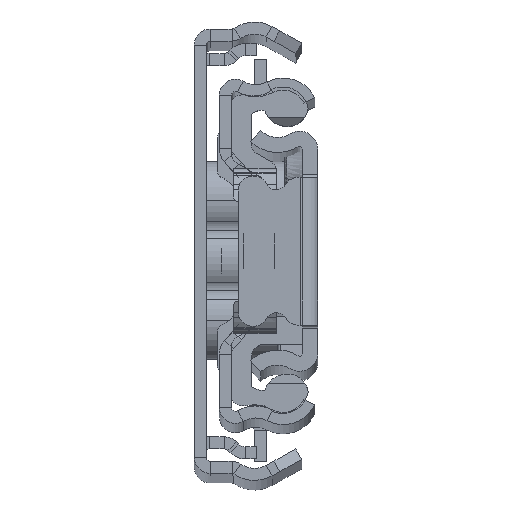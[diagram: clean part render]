
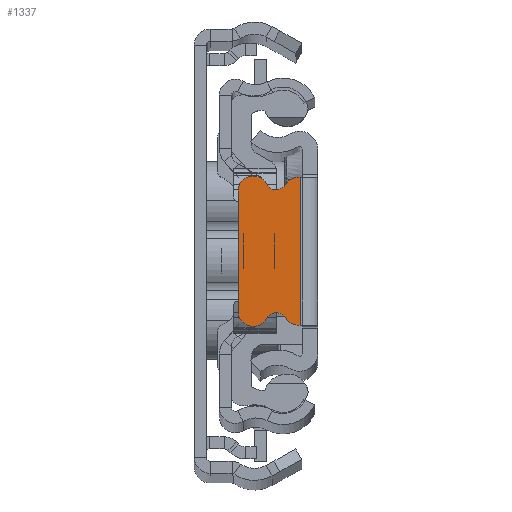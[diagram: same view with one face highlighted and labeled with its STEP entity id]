
A CAD part, top view. The second image highlights one B-rep face of the part: STEP entity #1337.
In plain terms, the highlighted planar face has unit normal (0, 0, 1).
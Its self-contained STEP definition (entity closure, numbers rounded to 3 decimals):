
#59 = CIRCLE ( 'NONE', #18635, 1.5 ) ;
#716 = ORIENTED_EDGE ( 'NONE', *, *, #7912, .T. ) ;
#1028 = VERTEX_POINT ( 'NONE', #8643 ) ;
#1142 = ORIENTED_EDGE ( 'NONE', *, *, #2869, .F. ) ;
#1337 = ADVANCED_FACE ( 'NONE', ( #24038 ), #24443, .T. ) ;
#1597 = DIRECTION ( 'NONE',  ( 1., 0., 0. ) ) ;
#1870 = EDGE_CURVE ( 'NONE', #22521, #19895, #11484, .T. ) ;
#2514 = AXIS2_PLACEMENT_3D ( 'NONE', #14176, #16326, #13072 ) ;
#2596 = CARTESIAN_POINT ( 'NONE',  ( -4.142, -7.236, 0. ) ) ;
#2869 = EDGE_CURVE ( 'NONE', #11922, #1028, #8972, .T. ) ;
#3236 = CIRCLE ( 'NONE', #18783, 1.1 ) ;
#4001 = EDGE_CURVE ( 'NONE', #25737, #23445, #9428, .T. ) ;
#4017 = VERTEX_POINT ( 'NONE', #23843 ) ;
#4135 = DIRECTION ( 'NONE',  ( -1., 0., 0. ) ) ;
#4164 = DIRECTION ( 'NONE',  ( 0., 0., 1. ) ) ;
#4671 = CARTESIAN_POINT ( 'NONE',  ( -1.929, 5.87, 0. ) ) ;
#4705 = ORIENTED_EDGE ( 'NONE', *, *, #4001, .T. ) ;
#5418 = CARTESIAN_POINT ( 'NONE',  ( -5.109, -6.713, 0. ) ) ;
#5549 = CARTESIAN_POINT ( 'NONE',  ( -1.929, 7.37, 0. ) ) ;
#5576 = ORIENTED_EDGE ( 'NONE', *, *, #17565, .F. ) ;
#5824 = VECTOR ( 'NONE', #20332, 1000. ) ;
#5994 = LINE ( 'NONE', #8154, #16660 ) ;
#6124 = EDGE_CURVE ( 'NONE', #19895, #10768, #8552, .T. ) ;
#6553 = CARTESIAN_POINT ( 'NONE',  ( -1.929, -7.37, 0. ) ) ;
#6595 = CIRCLE ( 'NONE', #16071, 1.5 ) ;
#7912 = EDGE_CURVE ( 'NONE', #26424, #4017, #5994, .T. ) ;
#8154 = CARTESIAN_POINT ( 'NONE',  ( -7.929, -6., 0. ) ) ;
#8483 = DIRECTION ( 'NONE',  ( 1., 0., 0. ) ) ;
#8552 = CIRCLE ( 'NONE', #2514, 1.5 ) ;
#8643 = CARTESIAN_POINT ( 'NONE',  ( -1.75, -7.37, 0. ) ) ;
#8689 = CARTESIAN_POINT ( 'NONE',  ( -1.75, 7.37, 0. ) ) ;
#8972 = LINE ( 'NONE', #19651, #14119 ) ;
#9333 = AXIS2_PLACEMENT_3D ( 'NONE', #24578, #11722, #1597 ) ;
#9428 = CIRCLE ( 'NONE', #21521, 1.5 ) ;
#9673 = EDGE_CURVE ( 'NONE', #25737, #11922, #23932, .T. ) ;
#9736 = DIRECTION ( 'NONE',  ( 1., 0., 0. ) ) ;
#10229 = EDGE_CURVE ( 'NONE', #4017, #22521, #6595, .T. ) ;
#10452 = EDGE_CURVE ( 'NONE', #13470, #26424, #59, .T. ) ;
#10768 = VERTEX_POINT ( 'NONE', #6553 ) ;
#11484 = CIRCLE ( 'NONE', #14943, 1.1 ) ;
#11722 = DIRECTION ( 'NONE',  ( 0., 0., 1. ) ) ;
#11922 = VERTEX_POINT ( 'NONE', #8689 ) ;
#12280 = CARTESIAN_POINT ( 'NONE',  ( -1.929, 7.37, 0. ) ) ;
#12914 = DIRECTION ( 'NONE',  ( 0., 0., 1. ) ) ;
#13072 = DIRECTION ( 'NONE',  ( 1., 0., 0. ) ) ;
#13470 = VERTEX_POINT ( 'NONE', #14493 ) ;
#13971 = CARTESIAN_POINT ( 'NONE',  ( -7.929, 6., 0. ) ) ;
#14119 = VECTOR ( 'NONE', #17090, 1000. ) ;
#14176 = CARTESIAN_POINT ( 'NONE',  ( -1.929, -5.87, 0. ) ) ;
#14245 = DIRECTION ( 'NONE',  ( 0., -1., 0. ) ) ;
#14387 = CARTESIAN_POINT ( 'NONE',  ( -3.206, 6.658, 0. ) ) ;
#14493 = CARTESIAN_POINT ( 'NONE',  ( -5.109, 6.713, 0. ) ) ;
#14943 = AXIS2_PLACEMENT_3D ( 'NONE', #2596, #25307, #19224 ) ;
#14990 = DIRECTION ( 'NONE',  ( 0., 0., -1. ) ) ;
#15616 = DIRECTION ( 'NONE',  ( 0., 0., 1. ) ) ;
#15694 = ORIENTED_EDGE ( 'NONE', *, *, #9673, .F. ) ;
#15891 = DIRECTION ( 'NONE',  ( -1., 0., 0. ) ) ;
#15935 = EDGE_CURVE ( 'NONE', #23445, #13470, #3236, .T. ) ;
#16071 = AXIS2_PLACEMENT_3D ( 'NONE', #20381, #4164, #8483 ) ;
#16326 = DIRECTION ( 'NONE',  ( 0., 0., 1. ) ) ;
#16660 = VECTOR ( 'NONE', #14245, 1000. ) ;
#17090 = DIRECTION ( 'NONE',  ( 0., -1., 0. ) ) ;
#17565 = EDGE_CURVE ( 'NONE', #1028, #10768, #20739, .T. ) ;
#17573 = ORIENTED_EDGE ( 'NONE', *, *, #15935, .T. ) ;
#17766 = VECTOR ( 'NONE', #9736, 1000. ) ;
#18635 = AXIS2_PLACEMENT_3D ( 'NONE', #19811, #15616, #15891 ) ;
#18783 = AXIS2_PLACEMENT_3D ( 'NONE', #23103, #14990, #21333 ) ;
#19003 = ORIENTED_EDGE ( 'NONE', *, *, #6124, .T. ) ;
#19224 = DIRECTION ( 'NONE',  ( -1., 0., 0. ) ) ;
#19491 = ORIENTED_EDGE ( 'NONE', *, *, #10229, .T. ) ;
#19651 = CARTESIAN_POINT ( 'NONE',  ( -1.75, 0., 0. ) ) ;
#19811 = CARTESIAN_POINT ( 'NONE',  ( -6.429, 6., 0. ) ) ;
#19895 = VERTEX_POINT ( 'NONE', #26233 ) ;
#20332 = DIRECTION ( 'NONE',  ( -1., 0., 0. ) ) ;
#20381 = CARTESIAN_POINT ( 'NONE',  ( -6.429, -6., 0. ) ) ;
#20739 = LINE ( 'NONE', #24803, #5824 ) ;
#21333 = DIRECTION ( 'NONE',  ( 1., 0., 0. ) ) ;
#21521 = AXIS2_PLACEMENT_3D ( 'NONE', #4671, #12914, #4135 ) ;
#22521 = VERTEX_POINT ( 'NONE', #5418 ) ;
#23103 = CARTESIAN_POINT ( 'NONE',  ( -4.142, 7.236, 0. ) ) ;
#23445 = VERTEX_POINT ( 'NONE', #14387 ) ;
#23843 = CARTESIAN_POINT ( 'NONE',  ( -7.929, -6., 0. ) ) ;
#23932 = LINE ( 'NONE', #5549, #17766 ) ;
#24038 = FACE_OUTER_BOUND ( 'NONE', #24961, .T. ) ;
#24443 = PLANE ( 'NONE',  #9333 ) ;
#24578 = CARTESIAN_POINT ( 'NONE',  ( 544.071, 0., 0. ) ) ;
#24803 = CARTESIAN_POINT ( 'NONE',  ( -1.929, -7.37, 0. ) ) ;
#24961 = EDGE_LOOP ( 'NONE', ( #1142, #15694, #4705, #17573, #26333, #716, #19491, #26123, #19003, #5576 ) ) ;
#25307 = DIRECTION ( 'NONE',  ( 0., 0., -1. ) ) ;
#25737 = VERTEX_POINT ( 'NONE', #12280 ) ;
#26123 = ORIENTED_EDGE ( 'NONE', *, *, #1870, .T. ) ;
#26233 = CARTESIAN_POINT ( 'NONE',  ( -3.206, -6.658, 0. ) ) ;
#26333 = ORIENTED_EDGE ( 'NONE', *, *, #10452, .T. ) ;
#26424 = VERTEX_POINT ( 'NONE', #13971 ) ;
